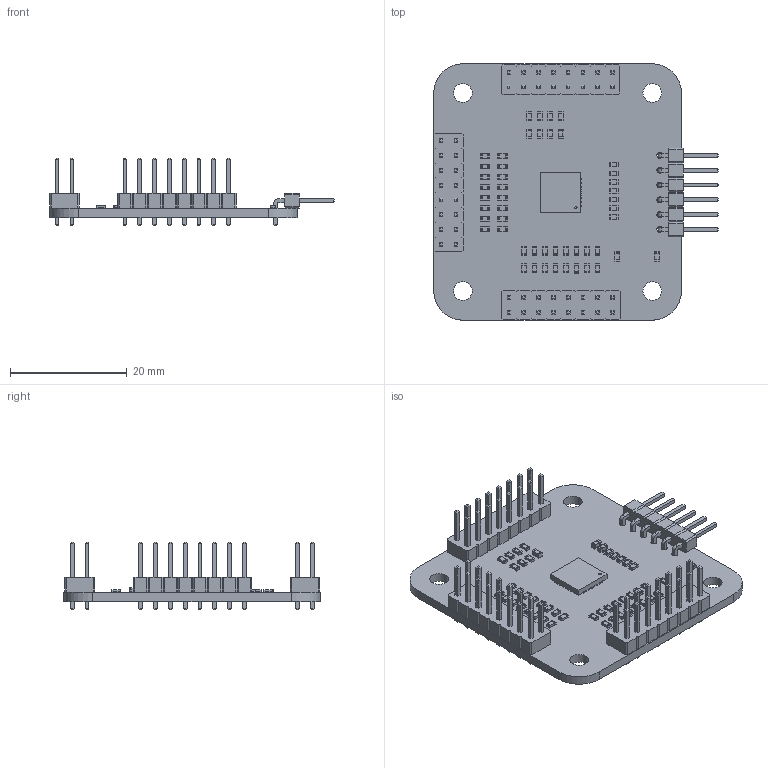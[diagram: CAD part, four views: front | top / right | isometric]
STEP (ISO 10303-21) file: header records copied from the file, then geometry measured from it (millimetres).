
FILE_DESCRIPTION(('KiCad electronic assembly'),'2;1');
FILE_NAME('IS31FL3741_breakout.step','2019-05-30T00:19:21',('An Author') ,('A Company'),'Open CASCADE STEP processor 6.9', 'KiCad to STEP converter','Unknown');
FILE_SCHEMA(('AUTOMOTIVE_DESIGN { 1 0 10303 214 1 1 1 1 }'));
Length unit declared in the file: millimetre
Products named in the file (12): Open CASCADE STEP translator 6.9 1; R_0603_1608Metric; SOLID; PinHeader_2x08_P2.54mm_Vertical; QFN-32-1EP_7x7mm_P0.65mm_EP4.65x4.65mm; PinHeader_1x06_P2.54mm_Horizontal; C_0603_1608Metric; COMPOUND
Assembly tree (60 placements, depth 3):
  Open CASCADE STEP translator 6.9 1
    R_0603_1608Metric  x46
      SOLID
    PinHeader_2x08_P2.54mm_Vertical  x3
      SOLID
    QFN-32-1EP_7x7mm_P0.65mm_EP4.65x4.65mm
      SOLID
    PinHeader_1x06_P2.54mm_Horizontal
      SOLID
    C_0603_1608Metric  x3
      SOLID
    COMPOUND
Bounding box: 48.85 x 44 x 11.54 mm (x, y, z)
Volume: 3993.5 mm3; surface area: 6953.8 mm2
Topology: 55 solids, 55 shells, 2740 faces, 6926 edges, 4412 vertices
Faces by surface type: plane 2267, cylinder 473
Full cylindrical faces by diameter (mm): 0.4 x1, 1 x54, 3.2 x4
Entity records: 58828 total; most frequent: CARTESIAN_POINT 8815, DIRECTION 8373, LINE 6070, VECTOR 6070, ORIENTED_EDGE 4284, PCURVE 4284, DEFINITIONAL_REPRESENTATION 4284, EDGE_CURVE 2142
